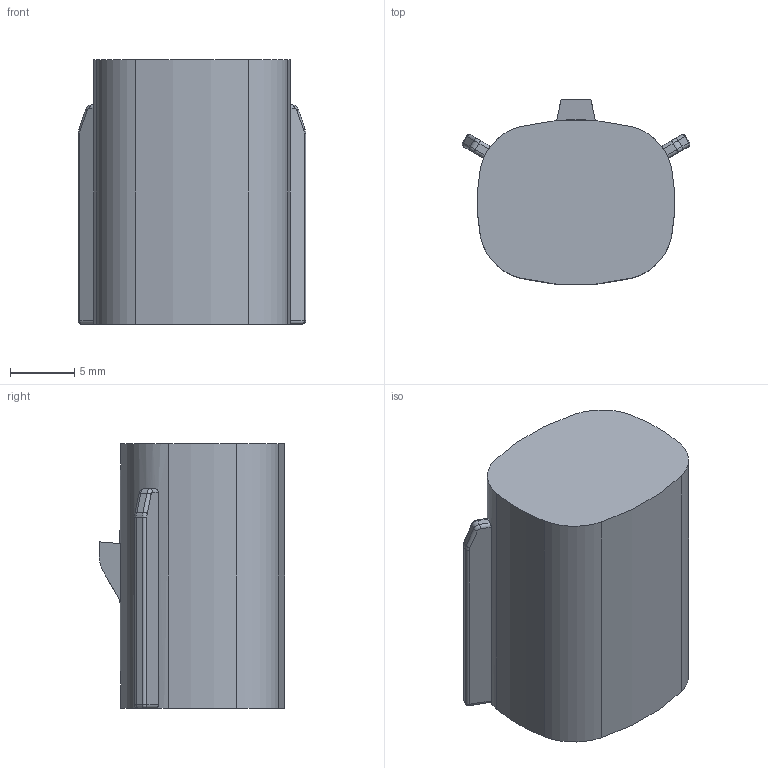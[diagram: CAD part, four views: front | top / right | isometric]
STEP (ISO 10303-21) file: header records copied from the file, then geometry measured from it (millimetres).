
FILE_DESCRIPTION(('CoCreate Modeling STEP Export'),'2;1');
FILE_NAME('CM-150-S-002-1-A05.stp','2012-01-27T13:18:47',(''),(''),'CoCreate Modeling STEP processor for AP214 (Solid Model)','CoCreate Modeling 17.0B 09-Oct-2010 (C) Parametric Technology GmbH','');
FILE_SCHEMA(('AUTOMOTIVE_DESIGN { 1 0 10303 214 1 1 1 1 }'));
Length unit declared in the file: millimetre
Products named in the file (1): CM-150-S-002-1-A05
Bounding box: 17.64 x 14.35 x 20.5 mm (x, y, z)
Volume: 1468.4 mm3; surface area: 2202.2 mm2
Topology: 1 solids, 1 shells, 108 faces, 271 edges, 166 vertices
Faces by surface type: cylinder 39, plane 33, torus 16, cone 16, sphere 4
Entity records: 3605 total; most frequent: CARTESIAN_POINT 910, DIRECTION 613, ORIENTED_EDGE 534, EDGE_CURVE 267, AXIS2_PLACEMENT_3D 243, VERTEX_POINT 166, VECTOR 127, LINE 127
